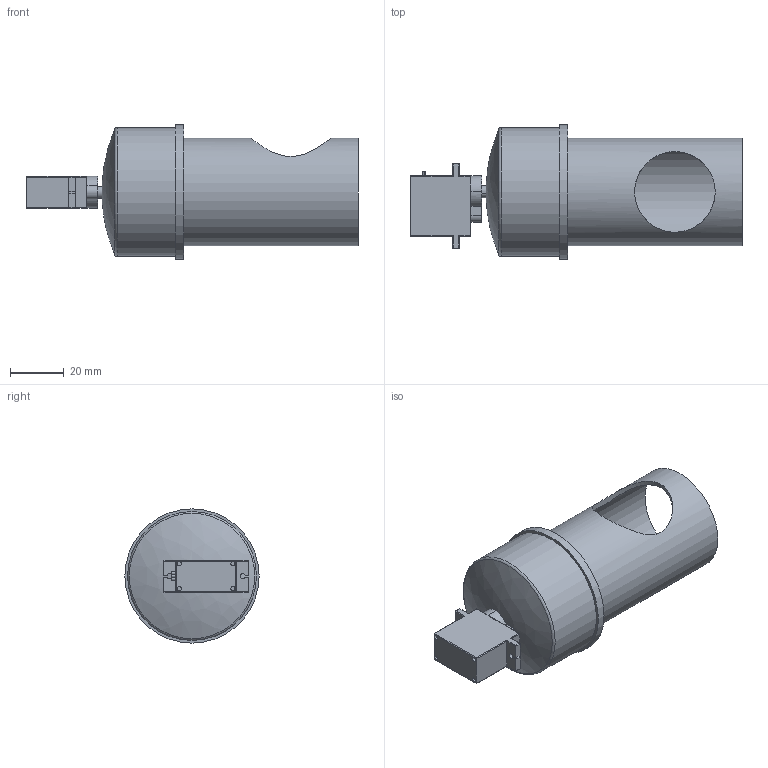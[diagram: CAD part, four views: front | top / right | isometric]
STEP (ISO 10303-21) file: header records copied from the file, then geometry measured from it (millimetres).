
FILE_DESCRIPTION(('FreeCAD Model'),'2;1');
FILE_NAME('Open CASCADE Shape Model','2022-06-23T17:29:58',('Author'),( ''),'Open CASCADE STEP processor 7.5','FreeCAD','Unknown');
FILE_SCHEMA(('AUTOMOTIVE_DESIGN { 1 0 10303 214 1 1 1 1 }'));
Length unit declared in the file: millimetre
Products named in the file (7): structure_model; Rotation tube; LinkGroup; Body002; sg90 micro servo; Part1; axis.step
Assembly tree (6 placements, depth 4):
  structure_model
    Rotation tube
    LinkGroup
      Body002
      sg90 micro servo
        Part1
        axis.step
Bounding box: 123.7 x 50 x 50 mm (x, y, z)
Volume: 39409.1 mm3; surface area: 32169 mm2
Topology: 4 solids, 4 shells, 115 faces, 268 edges, 161 vertices
Faces by surface type: cylinder 65, plane 39, bspline 6, sphere 4, torus 1
Full cylindrical faces by diameter (mm): 4.676 x1, 30 x1, 36.8 x1, 40 x2, 48 x1, 50 x1
Entity records: 10152 total; most frequent: CARTESIAN_POINT 4841, DIRECTION 964, ORIENTED_EDGE 520, PCURVE 520, DEFINITIONAL_REPRESENTATION 520, LINE 490, VECTOR 490, EDGE_CURVE 260
